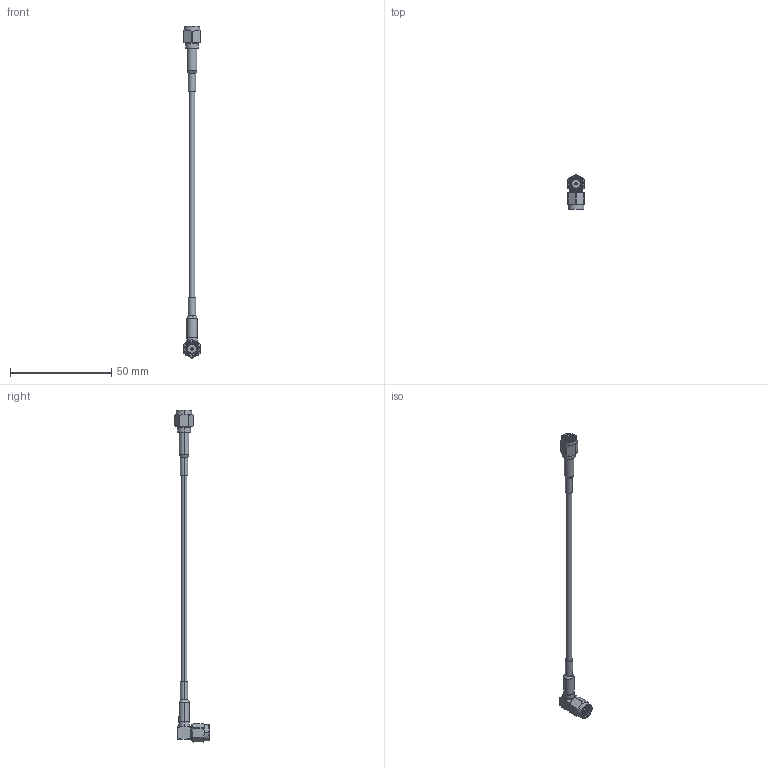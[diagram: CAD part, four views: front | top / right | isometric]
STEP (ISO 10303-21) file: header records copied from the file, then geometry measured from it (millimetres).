
FILE_DESCRIPTION (( 'STEP AP214' ), '1' );
FILE_NAME ('PE3420LF-HS.step', '2021-04-29T22:11:17', ( '' ), ( '' ), 'SwSTEP 2.0', 'SolidWorks 2020', '' );
FILE_SCHEMA (( 'AUTOMOTIVE_DESIGN' ));
Length unit declared in the file: inch
Products named in the file (4): RG174AU^PE3420LF-HS_RG174A-U; PE4003^PE3420LF-HS_Heat Shrink; PE4009^PE3420LF-HS_Heat Shrink; PE3420LF-HS
Assembly tree (3 placements, depth 2):
  PE3420LF-HS
    RG174AU^PE3420LF-HS_RG174A-U
    PE4003^PE3420LF-HS_Heat Shrink
    PE4009^PE3420LF-HS_Heat Shrink
Bounding box: 8 x 16.83 x 163.69 mm (x, y, z)
Volume: 2285.3 mm3; surface area: 2805.8 mm2
Topology: 4 solids, 4 shells, 382 faces, 1022 edges, 665 vertices
Faces by surface type: plane 141, cylinder 130, cone 91, bspline 10, torus 10
Entity records: 14999 total; most frequent: CARTESIAN_POINT 5394, ORIENTED_EDGE 2044, DIRECTION 1847, EDGE_CURVE 1022, AXIS2_PLACEMENT_3D 689, VERTEX_POINT 665, LINE 469, VECTOR 469
